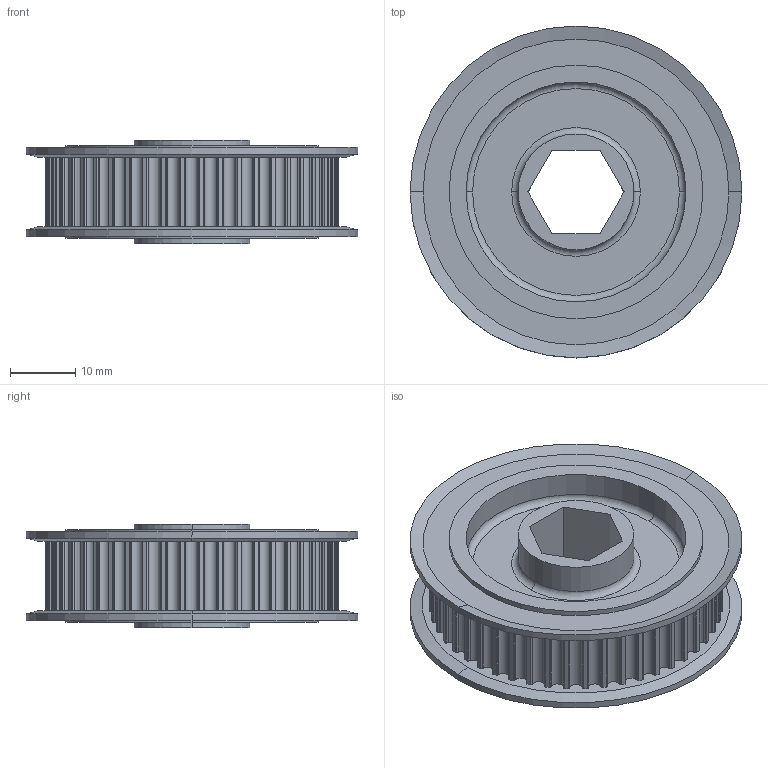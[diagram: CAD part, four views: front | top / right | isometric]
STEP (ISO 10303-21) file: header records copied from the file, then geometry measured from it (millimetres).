
FILE_DESCRIPTION (( 'STEP AP214' ), '1' );
FILE_NAME ('WCP-0664 Rev1.step', '2022-11-23T00:57:40', ( '' ), ( '' ), 'SwSTEP 2.0', 'SolidWorks 2020', '' );
FILE_SCHEMA (( 'AUTOMOTIVE_DESIGN' ));
Length unit declared in the file: inch
Products named in the file (1): WCP-0664 Rev1
Bounding box: 51 x 51 x 15.88 mm (x, y, z)
Volume: 14144.4 mm3; surface area: 11517.2 mm2
Topology: 3 solids, 3 shells, 371 faces, 1061 edges, 702 vertices
Faces by surface type: cylinder 337, plane 18, cone 8, torus 8
Entity records: 12599 total; most frequent: DIRECTION 2503, CARTESIAN_POINT 2135, ORIENTED_EDGE 2122, AXIS2_PLACEMENT_3D 1070, EDGE_CURVE 1061, VERTEX_POINT 702, CIRCLE 698, EDGE_LOOP 383
